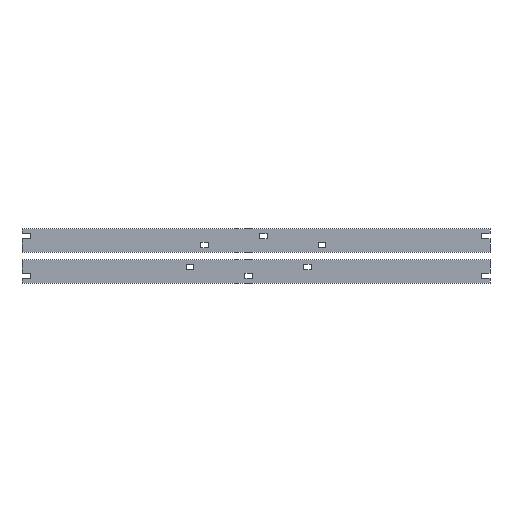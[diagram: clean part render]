
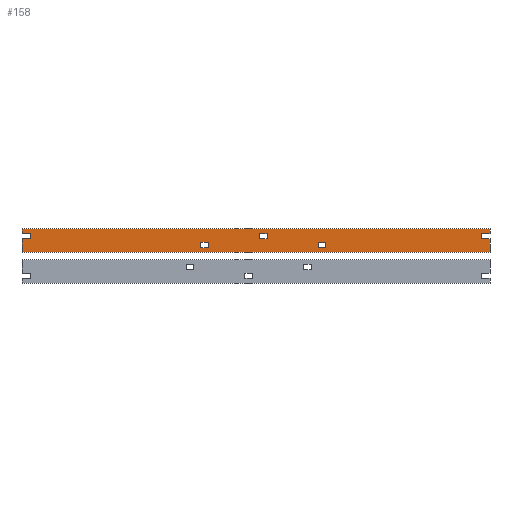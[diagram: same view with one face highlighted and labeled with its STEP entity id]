
A CAD part, top view. The second image highlights one B-rep face of the part: STEP entity #158.
In plain terms, the highlighted planar face has unit normal (0, 0, 1).
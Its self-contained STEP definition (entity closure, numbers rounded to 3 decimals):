
#158=ADVANCED_FACE('',(#317,#318,#319,#320),#321,.T.);
#317=FACE_BOUND('',#501,.T.);
#318=FACE_BOUND('',#502,.T.);
#319=FACE_BOUND('',#503,.T.);
#320=FACE_OUTER_BOUND('',#504,.T.);
#321=PLANE('',#505);
#501=EDGE_LOOP('',(#748,#749,#750,#751));
#502=EDGE_LOOP('',(#752,#753,#754,#755));
#503=EDGE_LOOP('',(#756,#757,#758,#759));
#504=EDGE_LOOP('',(#760,#761,#762,#763,#764,#765,#766,#767,#768,#769,#770,#771));
#505=AXIS2_PLACEMENT_3D('',#772,#773,#774);
#748=ORIENTED_EDGE('',*,*,#1128,.T.);
#749=ORIENTED_EDGE('',*,*,#1133,.T.);
#750=ORIENTED_EDGE('',*,*,#1137,.T.);
#751=ORIENTED_EDGE('',*,*,#1140,.T.);
#752=ORIENTED_EDGE('',*,*,#1144,.T.);
#753=ORIENTED_EDGE('',*,*,#1149,.T.);
#754=ORIENTED_EDGE('',*,*,#1153,.T.);
#755=ORIENTED_EDGE('',*,*,#1156,.T.);
#756=ORIENTED_EDGE('',*,*,#1160,.T.);
#757=ORIENTED_EDGE('',*,*,#1165,.T.);
#758=ORIENTED_EDGE('',*,*,#1169,.T.);
#759=ORIENTED_EDGE('',*,*,#1172,.T.);
#760=ORIENTED_EDGE('',*,*,#1176,.T.);
#761=ORIENTED_EDGE('',*,*,#1181,.T.);
#762=ORIENTED_EDGE('',*,*,#1185,.T.);
#763=ORIENTED_EDGE('',*,*,#1188,.T.);
#764=ORIENTED_EDGE('',*,*,#1189,.T.);
#765=ORIENTED_EDGE('',*,*,#1190,.T.);
#766=ORIENTED_EDGE('',*,*,#1191,.T.);
#767=ORIENTED_EDGE('',*,*,#1192,.T.);
#768=ORIENTED_EDGE('',*,*,#1193,.T.);
#769=ORIENTED_EDGE('',*,*,#1194,.T.);
#770=ORIENTED_EDGE('',*,*,#1195,.T.);
#771=ORIENTED_EDGE('',*,*,#1196,.T.);
#772=CARTESIAN_POINT('',(398.0,72.5,5.0));
#773=DIRECTION('',(0.0,0.0,1.0));
#774=DIRECTION('',(1.0,0.0,0.0));
#1128=EDGE_CURVE('',#1328,#1325,#1329,.T.);
#1133=EDGE_CURVE('',#1325,#1334,#1337,.T.);
#1137=EDGE_CURVE('',#1334,#1340,#1343,.T.);
#1140=EDGE_CURVE('',#1340,#1328,#1346,.T.);
#1144=EDGE_CURVE('',#1352,#1349,#1353,.T.);
#1149=EDGE_CURVE('',#1349,#1358,#1361,.T.);
#1153=EDGE_CURVE('',#1358,#1364,#1367,.T.);
#1156=EDGE_CURVE('',#1364,#1352,#1370,.T.);
#1160=EDGE_CURVE('',#1376,#1373,#1377,.T.);
#1165=EDGE_CURVE('',#1373,#1382,#1385,.T.);
#1169=EDGE_CURVE('',#1382,#1388,#1391,.T.);
#1172=EDGE_CURVE('',#1388,#1376,#1394,.T.);
#1176=EDGE_CURVE('',#1400,#1397,#1401,.T.);
#1181=EDGE_CURVE('',#1397,#1406,#1409,.T.);
#1185=EDGE_CURVE('',#1406,#1412,#1415,.T.);
#1188=EDGE_CURVE('',#1412,#1418,#1419,.T.);
#1189=EDGE_CURVE('',#1418,#1420,#1421,.T.);
#1190=EDGE_CURVE('',#1420,#1422,#1423,.T.);
#1191=EDGE_CURVE('',#1422,#1424,#1425,.T.);
#1192=EDGE_CURVE('',#1424,#1426,#1427,.T.);
#1193=EDGE_CURVE('',#1426,#1428,#1429,.T.);
#1194=EDGE_CURVE('',#1428,#1430,#1431,.T.);
#1195=EDGE_CURVE('',#1430,#1432,#1433,.T.);
#1196=EDGE_CURVE('',#1432,#1400,#1434,.T.);
#1325=VERTEX_POINT('',#1619);
#1328=VERTEX_POINT('',#1623);
#1329=LINE('',#1624,#1625);
#1334=VERTEX_POINT('',#1632);
#1337=LINE('',#1636,#1637);
#1340=VERTEX_POINT('',#1641);
#1343=LINE('',#1645,#1646);
#1346=LINE('',#1650,#1651);
#1349=VERTEX_POINT('',#1655);
#1352=VERTEX_POINT('',#1659);
#1353=LINE('',#1660,#1661);
#1358=VERTEX_POINT('',#1668);
#1361=LINE('',#1672,#1673);
#1364=VERTEX_POINT('',#1677);
#1367=LINE('',#1681,#1682);
#1370=LINE('',#1686,#1687);
#1373=VERTEX_POINT('',#1691);
#1376=VERTEX_POINT('',#1695);
#1377=LINE('',#1696,#1697);
#1382=VERTEX_POINT('',#1704);
#1385=LINE('',#1708,#1709);
#1388=VERTEX_POINT('',#1713);
#1391=LINE('',#1717,#1718);
#1394=LINE('',#1722,#1723);
#1397=VERTEX_POINT('',#1727);
#1400=VERTEX_POINT('',#1731);
#1401=LINE('',#1732,#1733);
#1406=VERTEX_POINT('',#1740);
#1409=LINE('',#1744,#1745);
#1412=VERTEX_POINT('',#1749);
#1415=LINE('',#1753,#1754);
#1418=VERTEX_POINT('',#1758);
#1419=LINE('',#1759,#1760);
#1420=VERTEX_POINT('',#1761);
#1421=LINE('',#1762,#1763);
#1422=VERTEX_POINT('',#1764);
#1423=LINE('',#1765,#1766);
#1424=VERTEX_POINT('',#1767);
#1425=LINE('',#1768,#1769);
#1426=VERTEX_POINT('',#1770);
#1427=LINE('',#1771,#1772);
#1428=VERTEX_POINT('',#1773);
#1429=LINE('',#1774,#1775);
#1430=VERTEX_POINT('',#1776);
#1431=LINE('',#1777,#1778);
#1432=VERTEX_POINT('',#1779);
#1433=LINE('',#1780,#1781);
#1434=LINE('',#1782,#1783);
#1619=CARTESIAN_POINT('',(504.0,60.5,5.0));
#1623=CARTESIAN_POINT('',(517.0,60.5,5.0));
#1624=CARTESIAN_POINT('',(454.25,60.5,5.0));
#1625=VECTOR('',#2057,1.0);
#1632=CARTESIAN_POINT('',(504.0,69.5,5.0));
#1636=CARTESIAN_POINT('',(504.0,68.75,5.0));
#1637=VECTOR('',#2061,1.0);
#1641=CARTESIAN_POINT('',(517.0,69.5,5.0));
#1645=CARTESIAN_POINT('',(454.25,69.5,5.0));
#1646=VECTOR('',#2064,1.0);
#1650=CARTESIAN_POINT('',(517.0,68.75,5.0));
#1651=VECTOR('',#2066,1.0);
#1655=CARTESIAN_POINT('',(304.0,60.5,5.0));
#1659=CARTESIAN_POINT('',(317.0,60.5,5.0));
#1660=CARTESIAN_POINT('',(354.25,60.5,5.0));
#1661=VECTOR('',#2069,1.0);
#1668=CARTESIAN_POINT('',(304.0,69.5,5.0));
#1672=CARTESIAN_POINT('',(304.0,68.75,5.0));
#1673=VECTOR('',#2073,1.0);
#1677=CARTESIAN_POINT('',(317.0,69.5,5.0));
#1681=CARTESIAN_POINT('',(354.25,69.5,5.0));
#1682=VECTOR('',#2076,1.0);
#1686=CARTESIAN_POINT('',(317.0,68.75,5.0));
#1687=VECTOR('',#2078,1.0);
#1691=CARTESIAN_POINT('',(404.0,75.5,5.0));
#1695=CARTESIAN_POINT('',(417.0,75.5,5.0));
#1696=CARTESIAN_POINT('',(404.25,75.5,5.0));
#1697=VECTOR('',#2081,1.0);
#1704=CARTESIAN_POINT('',(404.0,84.5,5.0));
#1708=CARTESIAN_POINT('',(404.0,76.25,5.0));
#1709=VECTOR('',#2085,1.0);
#1713=CARTESIAN_POINT('',(417.0,84.5,5.0));
#1717=CARTESIAN_POINT('',(404.25,84.5,5.0));
#1718=VECTOR('',#2088,1.0);
#1722=CARTESIAN_POINT('',(417.0,76.25,5.0));
#1723=VECTOR('',#2090,1.0);
#1727=CARTESIAN_POINT('',(781.0,75.5,5.0));
#1731=CARTESIAN_POINT('',(796.0,75.5,5.0));
#1732=CARTESIAN_POINT('',(593.25,75.5,5.0));
#1733=VECTOR('',#2093,1.0);
#1740=CARTESIAN_POINT('',(781.0,84.5,5.0));
#1744=CARTESIAN_POINT('',(781.0,76.25,5.0));
#1745=VECTOR('',#2097,1.0);
#1749=CARTESIAN_POINT('',(796.0,84.5,5.0));
#1753=CARTESIAN_POINT('',(593.25,84.5,5.0));
#1754=VECTOR('',#2100,1.0);
#1758=CARTESIAN_POINT('',(796.0,92.5,5.0));
#1759=CARTESIAN_POINT('',(796.0,72.5,5.0));
#1760=VECTOR('',#2102,1.0);
#1761=CARTESIAN_POINT('',(0.0,92.5,5.0));
#1762=CARTESIAN_POINT('',(398.0,92.5,5.0));
#1763=VECTOR('',#2103,1.0);
#1764=CARTESIAN_POINT('',(0.0,84.5,5.0));
#1765=CARTESIAN_POINT('',(0.0,72.5,5.0));
#1766=VECTOR('',#2104,1.0);
#1767=CARTESIAN_POINT('',(15.0,84.5,5.0));
#1768=CARTESIAN_POINT('',(202.75,84.5,5.0));
#1769=VECTOR('',#2105,1.0);
#1770=CARTESIAN_POINT('',(15.0,75.5,5.0));
#1771=CARTESIAN_POINT('',(15.0,76.25,5.0));
#1772=VECTOR('',#2106,1.0);
#1773=CARTESIAN_POINT('',(0.0,75.5,5.0));
#1774=CARTESIAN_POINT('',(202.75,75.5,5.0));
#1775=VECTOR('',#2107,1.0);
#1776=CARTESIAN_POINT('',(0.0,52.5,5.0));
#1777=CARTESIAN_POINT('',(0.0,72.5,5.0));
#1778=VECTOR('',#2108,1.0);
#1779=CARTESIAN_POINT('',(796.0,52.5,5.0));
#1780=CARTESIAN_POINT('',(398.0,52.5,5.0));
#1781=VECTOR('',#2109,1.0);
#1782=CARTESIAN_POINT('',(796.0,72.5,5.0));
#1783=VECTOR('',#2110,1.0);
#2057=DIRECTION('',(-1.0,0.0,0.0));
#2061=DIRECTION('',(0.0,1.0,0.0));
#2064=DIRECTION('',(1.0,0.0,-0.0));
#2066=DIRECTION('',(0.0,-1.0,0.0));
#2069=DIRECTION('',(-1.0,0.0,0.0));
#2073=DIRECTION('',(0.0,1.0,0.0));
#2076=DIRECTION('',(1.0,0.0,-0.0));
#2078=DIRECTION('',(0.0,-1.0,0.0));
#2081=DIRECTION('',(-1.0,0.0,0.0));
#2085=DIRECTION('',(0.0,1.0,0.0));
#2088=DIRECTION('',(1.0,0.0,-0.0));
#2090=DIRECTION('',(0.0,-1.0,0.0));
#2093=DIRECTION('',(-1.0,0.0,0.0));
#2097=DIRECTION('',(0.0,1.0,0.0));
#2100=DIRECTION('',(1.0,0.0,-0.0));
#2102=DIRECTION('',(0.0,1.0,0.0));
#2103=DIRECTION('',(-1.0,0.0,0.0));
#2104=DIRECTION('',(0.0,-1.0,0.0));
#2105=DIRECTION('',(1.0,0.0,-0.0));
#2106=DIRECTION('',(0.0,-1.0,0.0));
#2107=DIRECTION('',(-1.0,0.0,0.0));
#2108=DIRECTION('',(0.0,-1.0,0.0));
#2109=DIRECTION('',(1.0,0.0,0.0));
#2110=DIRECTION('',(0.0,1.0,0.0));
